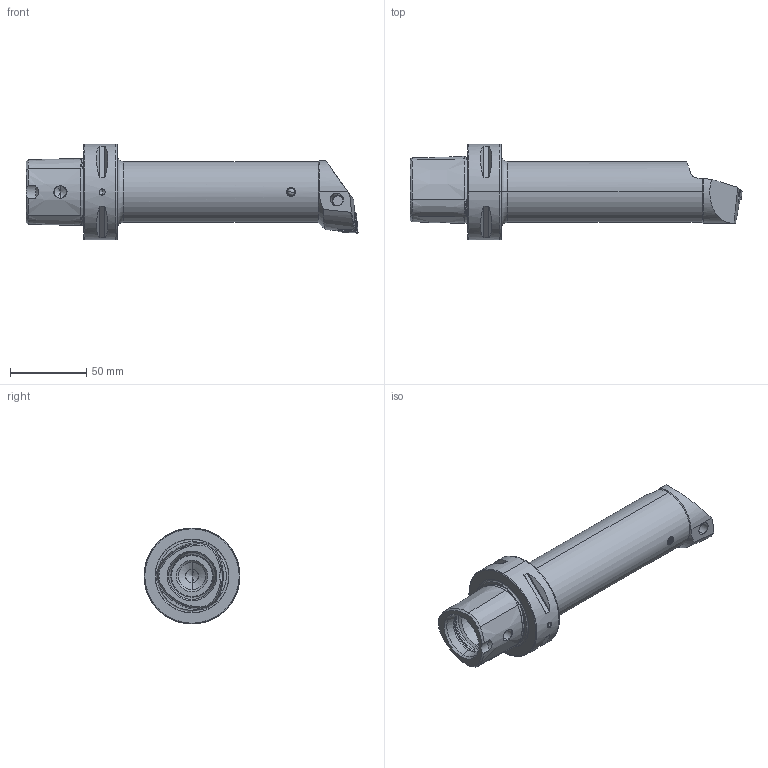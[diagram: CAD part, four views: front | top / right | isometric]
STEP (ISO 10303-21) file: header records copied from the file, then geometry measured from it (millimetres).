
FILE_DESCRIPTION (( 'STEP AP203' ), '1' );
FILE_NAME ('PS6-PCD.RLC.180.STEP', '2012-06-06T07:29:21', ( 'baer' ), ( 'Hewlett-Packard Company' ), 'SwSTEP 2.0', 'SolidWorks 2012', '' );
FILE_SCHEMA (( 'CONFIG_CONTROL_DESIGN' ));
Length unit declared in the file: millimetre
Products named in the file (8): PS6-PCD.RLC.180; WCD-ER1.101.000; WCD-ER4.101.017_A; WCD-ER2.101.003_A; CNMG120404; WCD-ER3.101.000_A; KVT_MB_600_060; PS6-PCD.RLC.180_A
Assembly tree (7 placements, depth 2):
  PS6-PCD.RLC.180
    PS6-PCD.RLC.180_A
    KVT_MB_600_060
    WCD-ER3.101.000_A
    CNMG120404
    WCD-ER2.101.003_A
    WCD-ER4.101.017_A
    WCD-ER1.101.000
Bounding box: 218 x 63 x 63 mm (x, y, z)
Volume: 267778.4 mm3; surface area: 45341.9 mm2
Topology: 8 solids, 8 shells, 354 faces, 861 edges, 514 vertices
Faces by surface type: cone 117, plane 94, cylinder 89, torus 39, bspline 13, sphere 2
Entity records: 12190 total; most frequent: CARTESIAN_POINT 3398, ORIENTED_EDGE 1680, DIRECTION 1662, EDGE_CURVE 840, AXIS2_PLACEMENT_3D 654, VERTEX_POINT 511, EDGE_LOOP 377, VECTOR 354
